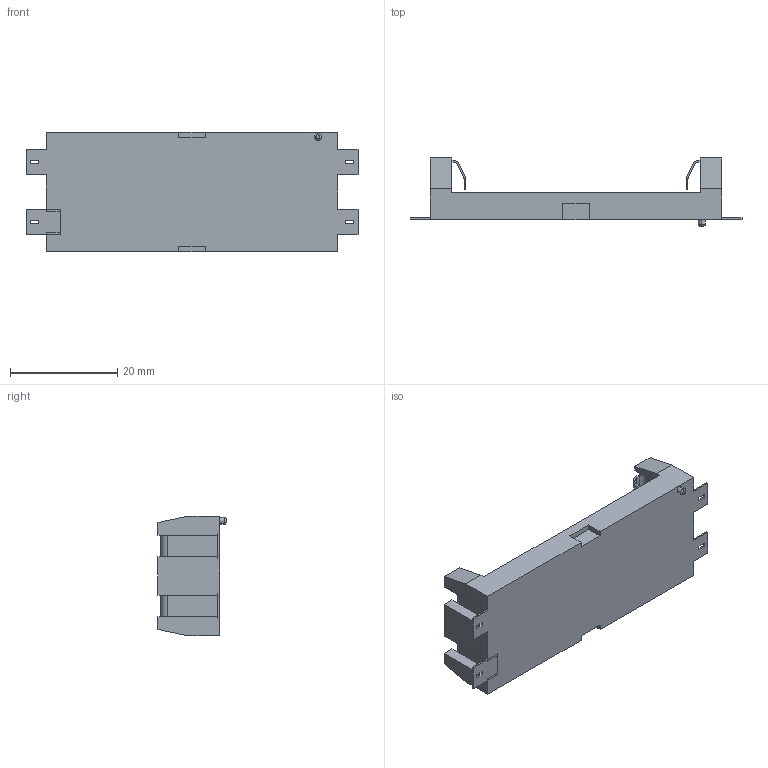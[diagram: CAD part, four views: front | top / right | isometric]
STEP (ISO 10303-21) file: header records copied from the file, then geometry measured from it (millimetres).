
FILE_DESCRIPTION (( 'STEP AP214' ), '1' );
FILE_NAME ('User Library-AAAx2 Battery Holder.STEP', '2022-02-15T14:16:47', ( '' ), ( '' ), 'SwSTEP 2.0', 'SolidWorks 2021', '' );
FILE_SCHEMA (( 'AUTOMOTIVE_DESIGN' ));
Length unit declared in the file: inch
Products named in the file (1): User Library-AAAx2 Battery Holder
Bounding box: 62 x 12.7 x 22.4 mm (x, y, z)
Volume: 3655.5 mm3; surface area: 5313.3 mm2
Topology: 2 solids, 2 shells, 203 faces, 580 edges, 386 vertices
Faces by surface type: plane 171, cylinder 30, torus 2
Entity records: 7896 total; most frequent: CARTESIAN_POINT 1170, ORIENTED_EDGE 1160, DIRECTION 1052, EDGE_CURVE 580, LINE 516, VECTOR 516, VERTEX_POINT 386, AXIS2_PLACEMENT_3D 268
